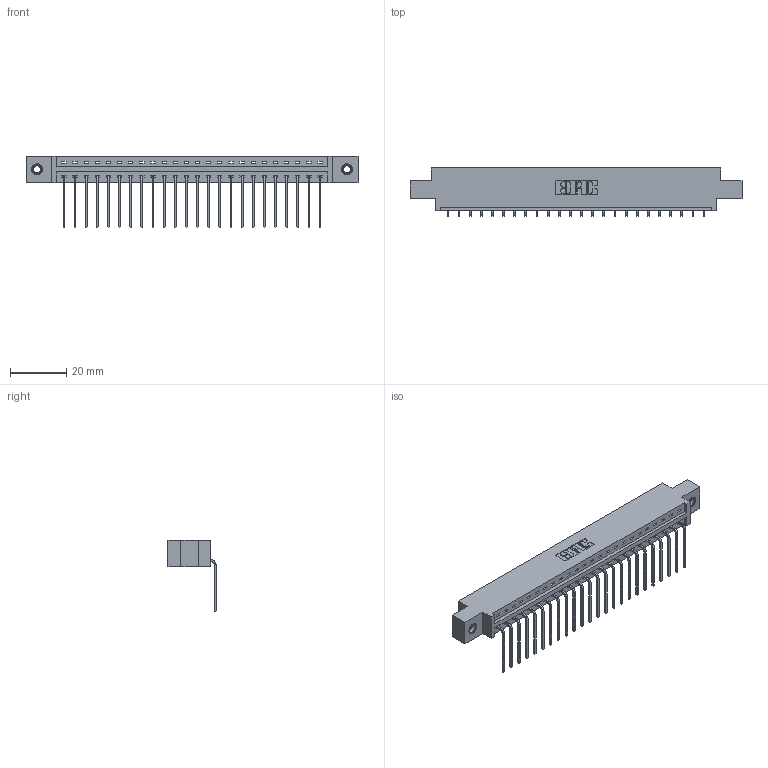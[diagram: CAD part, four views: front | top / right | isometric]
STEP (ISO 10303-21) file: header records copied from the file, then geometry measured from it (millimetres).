
FILE_DESCRIPTION (( 'STEP AP203' ), '1' );
FILE_NAME ('337-024-559-607.STEP', '2019-09-30T16:16:01', ( '' ), ( '' ), 'SwSTEP 2.0', 'SolidWorks 2016', '' );
FILE_SCHEMA (( 'CONFIG_CONTROL_DESIGN' ));
Length unit declared in the file: inch
Products named in the file (4): 337 Part_0.170 Offset - 0.156 Dia-TI; 345-292-001_558 559 Tail - 1; 337-024-559-607; 345-250-001_345-250-005-103
Assembly tree (27 placements, depth 2):
  337-024-559-607
    337 Part_0.170 Offset - 0.156 Dia-TI
    345-292-001_558 559 Tail - 1  x24
    345-250-001_345-250-005-103  x2
Bounding box: 118.11 x 17.09 x 25.53 mm (x, y, z)
Volume: 11999.2 mm3; surface area: 12928.3 mm2
Topology: 27 solids, 27 shells, 1714 faces, 5115 edges, 3370 vertices
Faces by surface type: plane 1258, cylinder 440, cone 12, torus 4
Entity records: 21570 total; most frequent: CARTESIAN_POINT 3737, ORIENTED_EDGE 3690, DIRECTION 3215, EDGE_CURVE 1845, LINE 1697, VECTOR 1697, VERTEX_POINT 1224, AXIS2_PLACEMENT_3D 759
